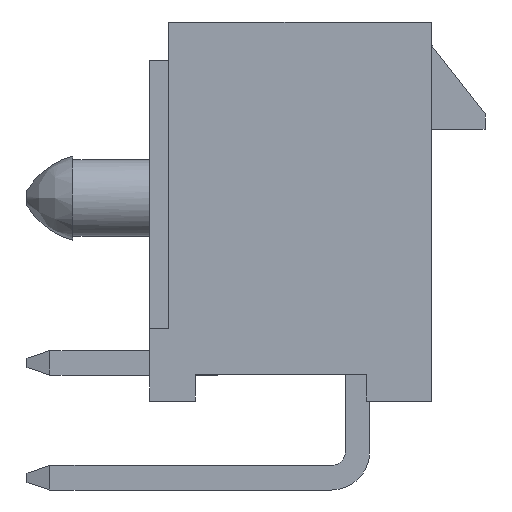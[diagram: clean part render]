
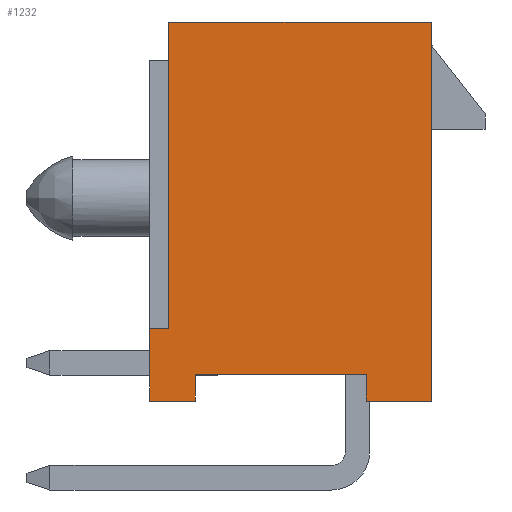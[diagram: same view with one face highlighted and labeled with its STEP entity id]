
A CAD part, left-side view. The second image highlights one B-rep face of the part: STEP entity #1232.
In plain terms, the highlighted planar face has unit normal (-1, 0, 0).
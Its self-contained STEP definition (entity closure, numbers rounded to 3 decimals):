
#1232 = ADVANCED_FACE( '', ( #2415 ), #2416, .T. );
#2415 = FACE_OUTER_BOUND( '', #3613, .T. );
#2416 = PLANE( '', #3614 );
#3613 = EDGE_LOOP( '', ( #7027, #7028, #7029, #7030, #7031, #7032, #7033, #7034, #7035, #7036 ) );
#3614 = AXIS2_PLACEMENT_3D( '', #7037, #7038, #7039 );
#7027 = ORIENTED_EDGE( '', *, *, #8790, .F. );
#7028 = ORIENTED_EDGE( '', *, *, #8237, .T. );
#7029 = ORIENTED_EDGE( '', *, *, #8574, .T. );
#7030 = ORIENTED_EDGE( '', *, *, #8791, .T. );
#7031 = ORIENTED_EDGE( '', *, *, #8608, .T. );
#7032 = ORIENTED_EDGE( '', *, *, #8526, .T. );
#7033 = ORIENTED_EDGE( '', *, *, #8488, .T. );
#7034 = ORIENTED_EDGE( '', *, *, #8792, .F. );
#7035 = ORIENTED_EDGE( '', *, *, #8401, .T. );
#7036 = ORIENTED_EDGE( '', *, *, #7446, .T. );
#7037 = CARTESIAN_POINT( '', ( -12.35, 0., 0. ) );
#7038 = DIRECTION( '', ( -1., 0., 0. ) );
#7039 = DIRECTION( '', ( 0., 0., 1. ) );
#7446 = EDGE_CURVE( '', #8969, #8967, #8970, .T. );
#8237 = EDGE_CURVE( '', #10263, #10261, #10264, .T. );
#8401 = EDGE_CURVE( '', #10498, #8969, #10501, .T. );
#8488 = EDGE_CURVE( '', #10612, #10610, #10613, .T. );
#8526 = EDGE_CURVE( '', #10666, #10612, #10667, .T. );
#8574 = EDGE_CURVE( '', #10261, #10725, #10727, .T. );
#8608 = EDGE_CURVE( '', #10771, #10666, #10772, .T. );
#8790 = EDGE_CURVE( '', #10263, #8967, #10973, .T. );
#8791 = EDGE_CURVE( '', #10725, #10771, #10974, .T. );
#8792 = EDGE_CURVE( '', #10498, #10610, #10975, .T. );
#8967 = VERTEX_POINT( '', #11206 );
#8969 = VERTEX_POINT( '', #11209 );
#8970 = LINE( '', #11210, #11211 );
#10261 = VERTEX_POINT( '', #13089 );
#10263 = VERTEX_POINT( '', #13092 );
#10264 = LINE( '', #13093, #13094 );
#10498 = VERTEX_POINT( '', #13440 );
#10501 = LINE( '', #13445, #13446 );
#10610 = VERTEX_POINT( '', #13612 );
#10612 = VERTEX_POINT( '', #13615 );
#10613 = LINE( '', #13616, #13617 );
#10666 = VERTEX_POINT( '', #13704 );
#10667 = LINE( '', #13705, #13706 );
#10725 = VERTEX_POINT( '', #13794 );
#10727 = LINE( '', #13797, #13798 );
#10771 = VERTEX_POINT( '', #13864 );
#10772 = LINE( '', #13865, #13866 );
#10973 = LINE( '', #14162, #14163 );
#10974 = LINE( '', #14164, #14165 );
#10975 = LINE( '', #14166, #14167 );
#11206 = CARTESIAN_POINT( '', ( -12.35, 2.73, -4.95 ) );
#11209 = CARTESIAN_POINT( '', ( -12.35, 3.93, -4.95 ) );
#11210 = CARTESIAN_POINT( '', ( -12.35, 3.43, -4.95 ) );
#11211 = VECTOR( '', #14281, 1000. );
#13089 = CARTESIAN_POINT( '', ( -12.35, -1.73, -4.25 ) );
#13092 = CARTESIAN_POINT( '', ( -12.35, 2.73, -4.25 ) );
#13093 = CARTESIAN_POINT( '', ( -12.35, 2.73, -4.25 ) );
#13094 = VECTOR( '', #15038, 1000. );
#13440 = CARTESIAN_POINT( '', ( -12.35, 3.93, -3.05 ) );
#13445 = CARTESIAN_POINT( '', ( -12.35, 3.93, -3.05 ) );
#13446 = VECTOR( '', #15165, 1000. );
#13612 = CARTESIAN_POINT( '', ( -12.35, 3.43, -3.05 ) );
#13615 = CARTESIAN_POINT( '', ( -12.35, 3.43, 4.95 ) );
#13616 = CARTESIAN_POINT( '', ( -12.35, 3.43, 4.95 ) );
#13617 = VECTOR( '', #15233, 1000. );
#13704 = CARTESIAN_POINT( '', ( -12.35, -3.43, 4.95 ) );
#13705 = CARTESIAN_POINT( '', ( -12.35, -3.43, 4.95 ) );
#13706 = VECTOR( '', #15268, 1000. );
#13794 = CARTESIAN_POINT( '', ( -12.35, -1.73, -4.95 ) );
#13797 = CARTESIAN_POINT( '', ( -12.35, -1.73, -3.95 ) );
#13798 = VECTOR( '', #15303, 1000. );
#13864 = CARTESIAN_POINT( '', ( -12.35, -3.43, -4.95 ) );
#13865 = CARTESIAN_POINT( '', ( -12.35, -3.43, -4.95 ) );
#13866 = VECTOR( '', #15332, 1000. );
#14162 = CARTESIAN_POINT( '', ( -12.35, 2.73, -3.95 ) );
#14163 = VECTOR( '', #15449, 1000. );
#14164 = CARTESIAN_POINT( '', ( -12.35, 3.43, -4.95 ) );
#14165 = VECTOR( '', #15450, 1000. );
#14166 = CARTESIAN_POINT( '', ( -12.35, 3.93, -3.05 ) );
#14167 = VECTOR( '', #15451, 1000. );
#14281 = DIRECTION( '', ( 0., -1., 0. ) );
#15038 = DIRECTION( '', ( 0., -1., 0. ) );
#15165 = DIRECTION( '', ( 0., 0., -1. ) );
#15233 = DIRECTION( '', ( 0., 0., -1. ) );
#15268 = DIRECTION( '', ( 0., 1., 0. ) );
#15303 = DIRECTION( '', ( 0., 0., -1. ) );
#15332 = DIRECTION( '', ( 0., 0., 1. ) );
#15449 = DIRECTION( '', ( 0., 0., -1. ) );
#15450 = DIRECTION( '', ( 0., -1., 0. ) );
#15451 = DIRECTION( '', ( 0., -1., 0. ) );
